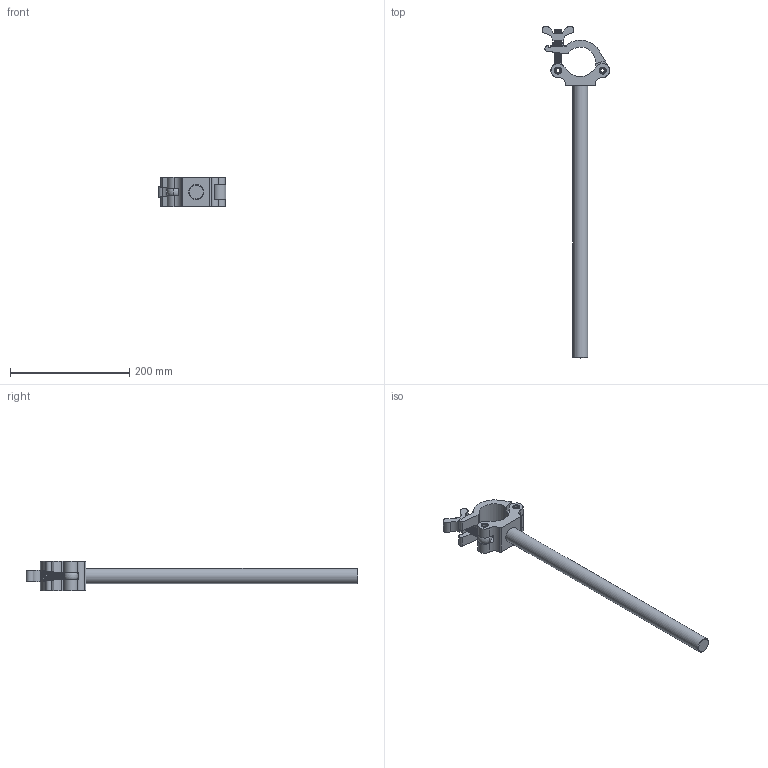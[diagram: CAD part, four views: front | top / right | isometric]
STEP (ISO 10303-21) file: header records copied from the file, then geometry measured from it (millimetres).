
FILE_DESCRIPTION(/* description */ (''),/* implementation_level */ '2;1');
FILE_NAME(/* name */ 'EVT50C-ACP.step',/* time_stamp */ '2024-01-22T18:10:07-08:00',/* author */ (''),/* organization */ (''),/* preprocessor_version */ 'ST-DEVELOPER v20',/* originating_system */ 'Autodesk Translation Framework v12.14.0.127',/* authorisation */ '');
FILE_SCHEMA (('AUTOMOTIVE_DESIGN { 1 0 10303 214 3 1 1 }'));
Length unit declared in the file: millimetre
Products named in the file (3): EVT50C-ACP; EVT50C-ACP_1; EVT50C-ACP (1)
Assembly tree (9 placements, depth 2):
  EVT50C-ACP
    EVT50C-ACP_1  x8
    EVT50C-ACP (1)
Bounding box: 113.46 x 557.63 x 50.15 mm (x, y, z)
Volume: 401027.5 mm3; surface area: 91568.9 mm2
Topology: 9 solids, 9 shells, 227 faces, 594 edges, 385 vertices
Faces by surface type: cylinder 114, plane 55, cone 32, bspline 24, sphere 2
Full cylindrical faces by diameter (mm): 10 x4, 10.5 x1, 25.4 x1, 25.5 x1
Entity records: 13155 total; most frequent: CARTESIAN_POINT 7732, ORIENTED_EDGE 1180, DIRECTION 979, EDGE_CURVE 590, VERTEX_POINT 385, AXIS2_PLACEMENT_3D 359, LINE 261, VECTOR 261
